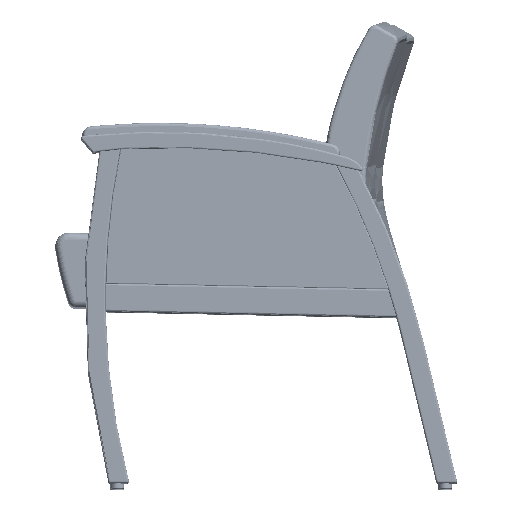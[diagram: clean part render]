
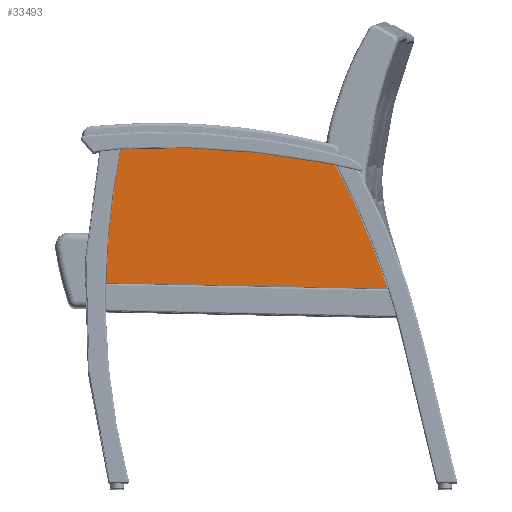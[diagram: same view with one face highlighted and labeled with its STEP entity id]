
A CAD part, top view. The second image highlights one B-rep face of the part: STEP entity #33493.
In plain terms, the highlighted planar face has unit normal (0, 0, 1).
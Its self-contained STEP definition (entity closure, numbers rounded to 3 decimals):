
#3216=PLANE('',#37407);
#5275=LINE('',#125407,#7341);
#7341=VECTOR('',#46802,0.394);
#9871=FACE_OUTER_BOUND('',#12424,.T.);
#12424=EDGE_LOOP('',(#30017,#30018,#30019,#30020));
#14074=CIRCLE('',#37404,53.107);
#14076=CIRCLE('',#37408,53.107);
#14077=CIRCLE('',#37409,59.771);
#16897=VERTEX_POINT('',#125372);
#16900=VERTEX_POINT('',#125392);
#16901=VERTEX_POINT('',#125409);
#16903=VERTEX_POINT('',#125415);
#21280=EDGE_CURVE('',#16900,#16897,#5275,.T.);
#21281=EDGE_CURVE('',#16897,#16901,#14074,.T.);
#21284=EDGE_CURVE('',#16903,#16900,#14076,.T.);
#21285=EDGE_CURVE('',#16901,#16903,#14077,.T.);
#30017=ORIENTED_EDGE('',*,*,#21280,.F.);
#30018=ORIENTED_EDGE('',*,*,#21284,.F.);
#30019=ORIENTED_EDGE('',*,*,#21285,.F.);
#30020=ORIENTED_EDGE('',*,*,#21281,.F.);
#33493=ADVANCED_FACE('',(#9871),#3216,.T.);
#37404=AXIS2_PLACEMENT_3D('',#125410,#46805,#46806);
#37407=AXIS2_PLACEMENT_3D('',#125414,#46811,#46812);
#37408=AXIS2_PLACEMENT_3D('',#125416,#46813,#46814);
#37409=AXIS2_PLACEMENT_3D('',#125417,#46815,#46816);
#46802=DIRECTION('',(-1.,0.02,0.));
#46805=DIRECTION('center_axis',(0.,0.,-1.));
#46806=DIRECTION('ref_axis',(-0.994,0.11,0.));
#46811=DIRECTION('center_axis',(0.,0.,1.));
#46812=DIRECTION('ref_axis',(1.,0.,0.));
#46813=DIRECTION('center_axis',(0.,0.,-1.));
#46814=DIRECTION('ref_axis',(0.921,0.39,0.));
#46815=DIRECTION('center_axis',(0.,0.,-1.));
#46816=DIRECTION('ref_axis',(0.068,0.998,0.));
#125372=CARTESIAN_POINT('',(-10.294,-4.614,0.813));
#125392=CARTESIAN_POINT('',(10.063,-5.024,0.813));
#125407=CARTESIAN_POINT('',(4.99,-4.922,0.813));
#125409=CARTESIAN_POINT('',(-9.201,5.166,0.813));
#125410=CARTESIAN_POINT('Origin',(42.804,-5.595,0.813));
#125414=CARTESIAN_POINT('Origin',(0.,0.,0.813));
#125415=CARTESIAN_POINT('',(6.211,4.023,0.813));
#125416=CARTESIAN_POINT('Origin',(-40.515,-21.216,0.813));
#125417=CARTESIAN_POINT('Origin',(-5.878,-54.512,0.813));
